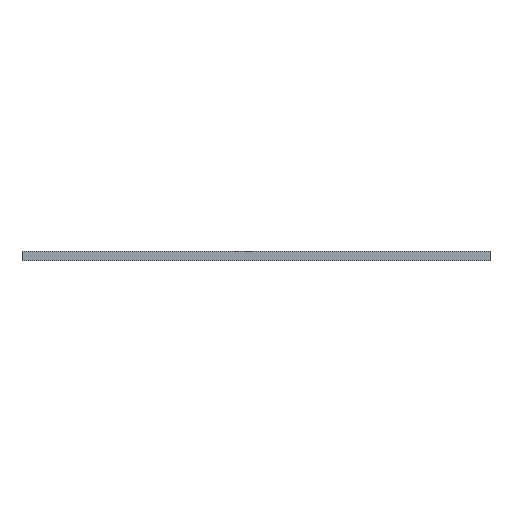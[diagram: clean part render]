
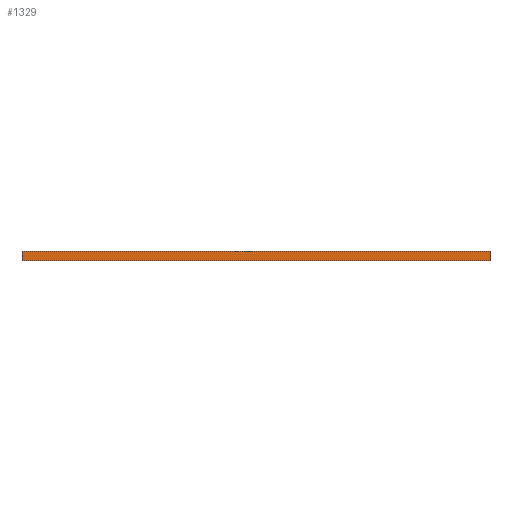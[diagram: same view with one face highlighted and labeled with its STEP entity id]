
A CAD part, front view. The second image highlights one B-rep face of the part: STEP entity #1329.
In plain terms, the highlighted planar face has unit normal (0, -1, 0).
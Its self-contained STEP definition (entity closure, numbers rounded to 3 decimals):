
#21=PLANE('',#1425);
#65=FACE_OUTER_BOUND('',#135,.T.);
#135=EDGE_LOOP('',(#925,#926,#927,#928));
#217=LINE('',#2020,#357);
#218=LINE('',#2023,#358);
#219=LINE('',#2025,#359);
#220=LINE('',#2026,#360);
#357=VECTOR('',#1609,10.);
#358=VECTOR('',#1612,10.);
#359=VECTOR('',#1613,10.);
#360=VECTOR('',#1614,10.);
#561=VERTEX_POINT('',#2016);
#562=VERTEX_POINT('',#2018);
#563=VERTEX_POINT('',#2022);
#564=VERTEX_POINT('',#2024);
#709=EDGE_CURVE('',#561,#562,#217,.T.);
#710=EDGE_CURVE('',#563,#561,#218,.T.);
#711=EDGE_CURVE('',#564,#562,#219,.T.);
#712=EDGE_CURVE('',#563,#564,#220,.T.);
#925=ORIENTED_EDGE('',*,*,#710,.T.);
#926=ORIENTED_EDGE('',*,*,#709,.T.);
#927=ORIENTED_EDGE('',*,*,#711,.F.);
#928=ORIENTED_EDGE('',*,*,#712,.F.);
#1329=ADVANCED_FACE('',(#65),#21,.T.);
#1425=AXIS2_PLACEMENT_3D('',#2021,#1610,#1611);
#1609=DIRECTION('',(0.,0.,1.));
#1610=DIRECTION('center_axis',(0.,-1.,0.));
#1611=DIRECTION('ref_axis',(1.,0.,0.));
#1612=DIRECTION('',(1.,0.,0.));
#1613=DIRECTION('',(1.,0.,0.));
#1614=DIRECTION('',(0.,0.,1.));
#2016=CARTESIAN_POINT('',(25.4,0.,0.));
#2018=CARTESIAN_POINT('',(25.4,0.,0.5));
#2020=CARTESIAN_POINT('',(25.4,0.,0.));
#2021=CARTESIAN_POINT('Origin',(0.,0.,0.));
#2022=CARTESIAN_POINT('',(0.,0.,0.));
#2023=CARTESIAN_POINT('',(0.,0.,0.));
#2024=CARTESIAN_POINT('',(0.,0.,0.5));
#2025=CARTESIAN_POINT('',(0.,0.,0.5));
#2026=CARTESIAN_POINT('',(0.,0.,0.));
